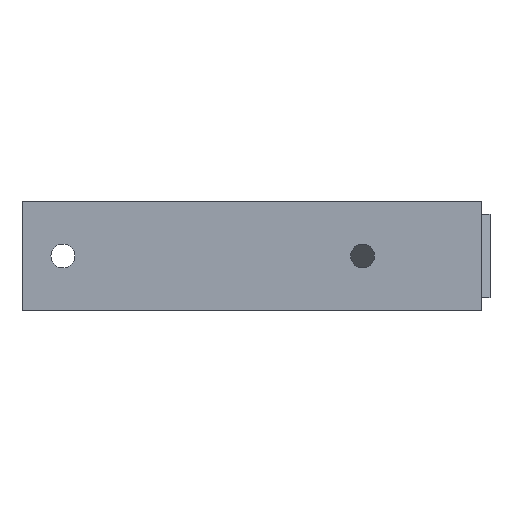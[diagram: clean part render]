
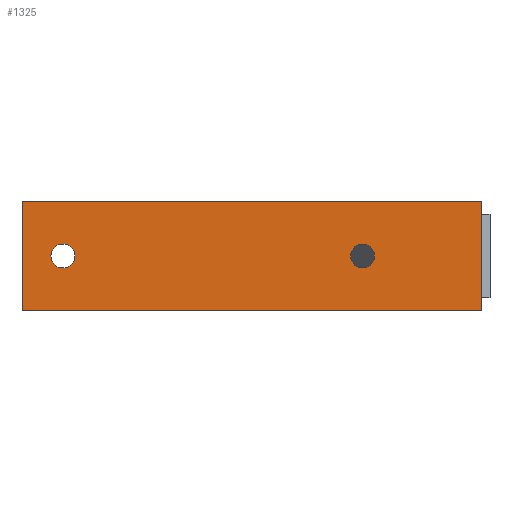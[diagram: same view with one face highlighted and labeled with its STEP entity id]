
A CAD part, left-side view. The second image highlights one B-rep face of the part: STEP entity #1325.
In plain terms, the highlighted planar face has unit normal (-1, 0, 0).
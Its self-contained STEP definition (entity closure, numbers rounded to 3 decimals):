
#116 = FACE_BOUND ( 'NONE', #5625, .T. ) ;
#155 = DIRECTION ( 'NONE',  ( -1., 0., 0. ) ) ;
#211 = CARTESIAN_POINT ( 'NONE',  ( 0., -55.5, 0. ) ) ;
#223 = ORIENTED_EDGE ( 'NONE', *, *, #1741, .F. ) ;
#293 = VERTEX_POINT ( 'NONE', #1452 ) ;
#454 = DIRECTION ( 'NONE',  ( -1., 0., 0. ) ) ;
#640 = VECTOR ( 'NONE', #4639, 1000. ) ;
#671 = VERTEX_POINT ( 'NONE', #1803 ) ;
#756 = DIRECTION ( 'NONE',  ( 0., 0., 1. ) ) ;
#892 = EDGE_LOOP ( 'NONE', ( #7708, #9380, #2272, #8238 ) ) ;
#893 = FACE_OUTER_BOUND ( 'NONE', #892, .T. ) ;
#895 = EDGE_CURVE ( 'NONE', #293, #9422, #8143, .T. ) ;
#1268 = CARTESIAN_POINT ( 'NONE',  ( 0., -115., 27.5 ) ) ;
#1316 = DIRECTION ( 'NONE',  ( 0., 0., -1. ) ) ;
#1325 = ADVANCED_FACE ( 'NONE', ( #1680, #116, #893 ), #2382, .T. ) ;
#1394 = CIRCLE ( 'NONE', #8445, 6. ) ;
#1452 = CARTESIAN_POINT ( 'NONE',  ( 0., 115., -27.5 ) ) ;
#1517 = EDGE_CURVE ( 'NONE', #9437, #4846, #8113, .T. ) ;
#1599 = CARTESIAN_POINT ( 'NONE',  ( 0., 94.5, -6. ) ) ;
#1680 = FACE_BOUND ( 'NONE', #6077, .T. ) ;
#1741 = EDGE_CURVE ( 'NONE', #8341, #4598, #7329, .T. ) ;
#1783 = DIRECTION ( 'NONE',  ( 0., 0., 1. ) ) ;
#1803 = CARTESIAN_POINT ( 'NONE',  ( 0., -115., -27.5 ) ) ;
#1993 = AXIS2_PLACEMENT_3D ( 'NONE', #4687, #7491, #756 ) ;
#2272 = ORIENTED_EDGE ( 'NONE', *, *, #9529, .F. ) ;
#2277 = CARTESIAN_POINT ( 'NONE',  ( 0., -115., 27.5 ) ) ;
#2314 = AXIS2_PLACEMENT_3D ( 'NONE', #7769, #454, #6349 ) ;
#2382 = PLANE ( 'NONE',  #1993 ) ;
#2440 = DIRECTION ( 'NONE',  ( -1., 0., 0. ) ) ;
#2641 = AXIS2_PLACEMENT_3D ( 'NONE', #8488, #2440, #5437 ) ;
#2847 = LINE ( 'NONE', #1268, #9374 ) ;
#2898 = DIRECTION ( 'NONE',  ( 0., 0., 1. ) ) ;
#3079 = LINE ( 'NONE', #6717, #6303 ) ;
#3104 = EDGE_CURVE ( 'NONE', #4598, #8341, #1394, .T. ) ;
#3322 = VERTEX_POINT ( 'NONE', #2277 ) ;
#4020 = VECTOR ( 'NONE', #2898, 1000. ) ;
#4420 = CARTESIAN_POINT ( 'NONE',  ( 0., 115., 27.5 ) ) ;
#4452 = CARTESIAN_POINT ( 'NONE',  ( 0., -55.5, 6. ) ) ;
#4597 = LINE ( 'NONE', #8190, #640 ) ;
#4598 = VERTEX_POINT ( 'NONE', #9302 ) ;
#4619 = ORIENTED_EDGE ( 'NONE', *, *, #1517, .F. ) ;
#4639 = DIRECTION ( 'NONE',  ( 0., 1., 0. ) ) ;
#4644 = DIRECTION ( 'NONE',  ( 0., -1., 0. ) ) ;
#4687 = CARTESIAN_POINT ( 'NONE',  ( 0., 0., 0. ) ) ;
#4846 = VERTEX_POINT ( 'NONE', #1599 ) ;
#4879 = EDGE_CURVE ( 'NONE', #671, #293, #4597, .T. ) ;
#5146 = CARTESIAN_POINT ( 'NONE',  ( 0., 94.5, 6. ) ) ;
#5437 = DIRECTION ( 'NONE',  ( 0., 0., 1. ) ) ;
#5625 = EDGE_LOOP ( 'NONE', ( #223, #9619 ) ) ;
#6077 = EDGE_LOOP ( 'NONE', ( #4619, #6842 ) ) ;
#6152 = DIRECTION ( 'NONE',  ( 0., 0., 1. ) ) ;
#6303 = VECTOR ( 'NONE', #4644, 1000. ) ;
#6341 = EDGE_CURVE ( 'NONE', #4846, #9437, #7512, .T. ) ;
#6349 = DIRECTION ( 'NONE',  ( 0., 0., 1. ) ) ;
#6350 = DIRECTION ( 'NONE',  ( -1., 0., 0. ) ) ;
#6365 = EDGE_CURVE ( 'NONE', #3322, #671, #2847, .T. ) ;
#6717 = CARTESIAN_POINT ( 'NONE',  ( 0., -115., 27.5 ) ) ;
#6842 = ORIENTED_EDGE ( 'NONE', *, *, #6341, .F. ) ;
#7329 = CIRCLE ( 'NONE', #9523, 6. ) ;
#7491 = DIRECTION ( 'NONE',  ( -1., 0., 0. ) ) ;
#7512 = CIRCLE ( 'NONE', #2641, 6. ) ;
#7708 = ORIENTED_EDGE ( 'NONE', *, *, #4879, .F. ) ;
#7769 = CARTESIAN_POINT ( 'NONE',  ( 0., 94.5, 0. ) ) ;
#8113 = CIRCLE ( 'NONE', #2314, 6. ) ;
#8143 = LINE ( 'NONE', #4420, #4020 ) ;
#8190 = CARTESIAN_POINT ( 'NONE',  ( 0., -115., -27.5 ) ) ;
#8197 = CARTESIAN_POINT ( 'NONE',  ( 0., 115., 27.5 ) ) ;
#8238 = ORIENTED_EDGE ( 'NONE', *, *, #895, .F. ) ;
#8341 = VERTEX_POINT ( 'NONE', #4452 ) ;
#8445 = AXIS2_PLACEMENT_3D ( 'NONE', #211, #6350, #1783 ) ;
#8488 = CARTESIAN_POINT ( 'NONE',  ( 0., 94.5, 0. ) ) ;
#9091 = CARTESIAN_POINT ( 'NONE',  ( 0., -55.5, 0. ) ) ;
#9302 = CARTESIAN_POINT ( 'NONE',  ( 0., -55.5, -6. ) ) ;
#9374 = VECTOR ( 'NONE', #1316, 1000. ) ;
#9380 = ORIENTED_EDGE ( 'NONE', *, *, #6365, .F. ) ;
#9422 = VERTEX_POINT ( 'NONE', #8197 ) ;
#9437 = VERTEX_POINT ( 'NONE', #5146 ) ;
#9523 = AXIS2_PLACEMENT_3D ( 'NONE', #9091, #155, #6152 ) ;
#9529 = EDGE_CURVE ( 'NONE', #9422, #3322, #3079, .T. ) ;
#9619 = ORIENTED_EDGE ( 'NONE', *, *, #3104, .F. ) ;
